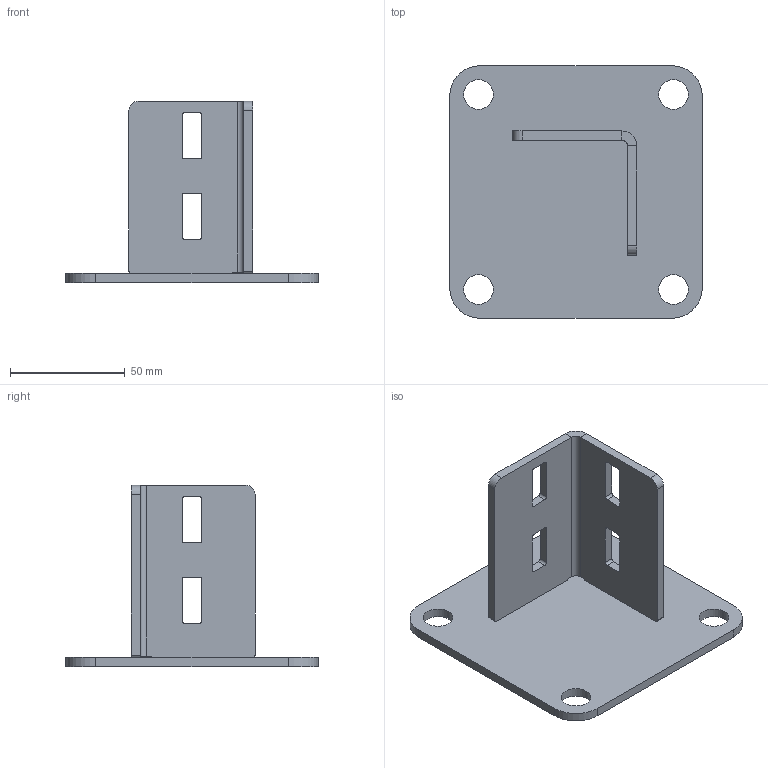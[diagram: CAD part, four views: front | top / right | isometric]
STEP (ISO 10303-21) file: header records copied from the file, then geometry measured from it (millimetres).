
FILE_DESCRIPTION(/* description */ ('STEEL BASE'),/* implementation_level */ '2;1');
FILE_NAME(/* name */ '3842536581.stp',/* time_stamp */ '2026-03-17T09:39:19+01:00',/* author */ ('andreas.svensson'),/* organization */ (''),/* preprocessor_version */ 'ST-DEVELOPER v20.1',/* originating_system */ 'Autodesk Inventor 2026',/* authorisation */ '');
FILE_SCHEMA (('AUTOMOTIVE_DESIGN { 1 0 10303 214 3 1 1 }'));
Length unit declared in the file: millimetre
Products named in the file (1): 3842536581
Bounding box: 110 x 110 x 79 mm (x, y, z)
Volume: 73488.2 mm3; surface area: 40659.4 mm2
Topology: 1 solids, 1 shells, 66 faces, 184 edges, 120 vertices
Faces by surface type: plane 36, cylinder 30
Full cylindrical faces by diameter (mm): 13 x4
Entity records: 2212 total; most frequent: DIRECTION 378, CARTESIAN_POINT 371, ORIENTED_EDGE 368, EDGE_CURVE 184, AXIS2_PLACEMENT_3D 127, LINE 124, VECTOR 124, VERTEX_POINT 120
